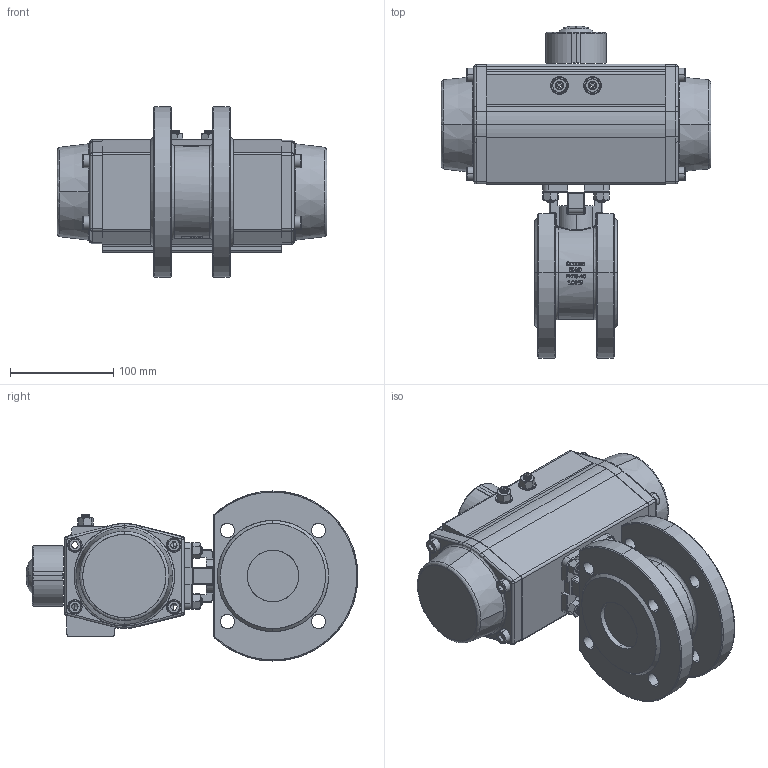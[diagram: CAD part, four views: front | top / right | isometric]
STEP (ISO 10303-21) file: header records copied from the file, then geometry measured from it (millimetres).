
FILE_DESCRIPTION (( 'STEP AP214' ), '1' );
FILE_NAME ('PK06_DN50 (PK06010008).STEP', '2022-05-02T13:59:19', ( '' ), ( '' ), 'SwSTEP 2.0', 'SolidWorks 2021', '' );
FILE_SCHEMA (( 'AUTOMOTIVE_DESIGN' ));
Length unit declared in the file: metre
Products named in the file (1): PK06_DN50 (PK06010008)
Bounding box: 262 x 322.19 x 165 mm (x, y, z)
Surface area: 265108.7 mm2 (no closed solid volume)
Topology: 0 solids, 513 shells, 676 faces, 3446 edges, 3241 vertices
Faces by surface type: cylinder 241, plane 237, bspline 92, cone 88, torus 14, sphere 4
Entity records: 70732 total; most frequent: CARTESIAN_POINT 38620, DIRECTION 4447, ORIENTED_EDGE 3743, EDGE_CURVE 3438, VERTEX_POINT 3241, AXIS2_PLACEMENT_3D 1563, VECTOR 1321, LINE 1321
